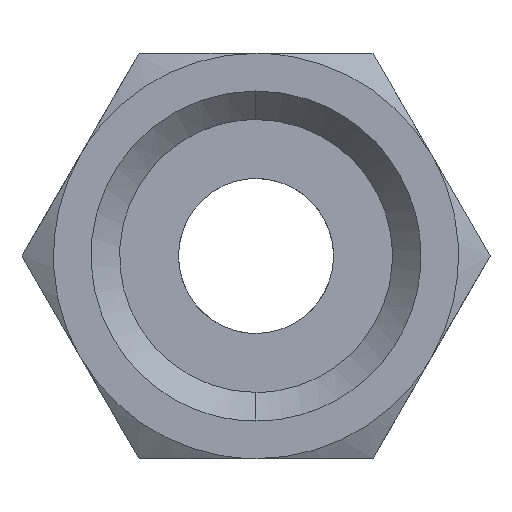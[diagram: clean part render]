
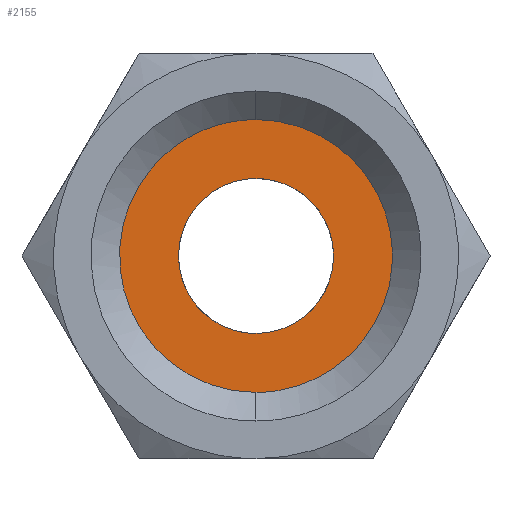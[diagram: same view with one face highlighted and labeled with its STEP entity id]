
A CAD part, front view. The second image highlights one B-rep face of the part: STEP entity #2155.
In plain terms, the highlighted free-form (B-spline) face has degree [1, 1] with [2, 2] control points.
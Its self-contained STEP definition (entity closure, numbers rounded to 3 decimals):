
#9 = CARTESIAN_POINT ( 'NONE',  ( 5.723, 11., 0. ) ) ;
#19 =( BOUNDED_CURVE ( )  B_SPLINE_CURVE ( 3, ( #1451, #986, #1482, #2177 ),
 .UNSPECIFIED., .F., .T. ) 
 B_SPLINE_CURVE_WITH_KNOTS ( ( 4, 4 ),
 ( -3.142, 0. ),
 .UNSPECIFIED. ) 
 CURVE ( )  GEOMETRIC_REPRESENTATION_ITEM ( )  RATIONAL_B_SPLINE_CURVE ( ( 1., 0.333, 0.333, 1. ) ) 
 REPRESENTATION_ITEM ( '' )  );
#93 =( BOUNDED_CURVE ( )  B_SPLINE_CURVE ( 3, ( #420, #895, #1265, #728 ),
 .UNSPECIFIED., .F., .T. ) 
 B_SPLINE_CURVE_WITH_KNOTS ( ( 4, 4 ),
 ( -3.142, 0. ),
 .UNSPECIFIED. ) 
 CURVE ( )  GEOMETRIC_REPRESENTATION_ITEM ( )  RATIONAL_B_SPLINE_CURVE ( ( 1., 0.333, 0.333, 1. ) ) 
 REPRESENTATION_ITEM ( '' )  );
#157 = EDGE_CURVE ( 'NONE', #2195, #872, #2162, .T. ) ;
#357 = CARTESIAN_POINT ( 'NONE',  ( 3.352, 11., 5.723 ) ) ;
#398 = VERTEX_POINT ( 'NONE', #1959 ) ;
#404 = CARTESIAN_POINT ( 'NONE',  ( 0., 11., -5.722 ) ) ;
#413 = CARTESIAN_POINT ( 'NONE',  ( 0., 11., 3.25 ) ) ;
#420 = CARTESIAN_POINT ( 'NONE',  ( 0., 11., 3.25 ) ) ;
#466 = ORIENTED_EDGE ( 'NONE', *, *, #1564, .F. ) ;
#505 = CARTESIAN_POINT ( 'NONE',  ( 0., 11., 5.722 ) ) ;
#636 = EDGE_CURVE ( 'NONE', #872, #2195, #93, .T. ) ;
#702 = FACE_OUTER_BOUND ( 'NONE', #1348, .T. ) ;
#728 = CARTESIAN_POINT ( 'NONE',  ( 0., 11., -3.25 ) ) ;
#806 = CARTESIAN_POINT ( 'NONE',  ( -5.791, 11., -5.791 ) ) ;
#818 = CARTESIAN_POINT ( 'NONE',  ( 0., 11., -3.25 ) ) ;
#872 = VERTEX_POINT ( 'NONE', #413 ) ;
#895 = CARTESIAN_POINT ( 'NONE',  ( -6.5, 11., 3.25 ) ) ;
#916 = EDGE_LOOP ( 'NONE', ( #1773, #1115 ) ) ;
#981 = EDGE_CURVE ( 'NONE', #1045, #398, #19, .T. ) ;
#986 = CARTESIAN_POINT ( 'NONE',  ( -11.445, 11., -5.722 ) ) ;
#1045 = VERTEX_POINT ( 'NONE', #404 ) ;
#1115 = ORIENTED_EDGE ( 'NONE', *, *, #636, .F. ) ;
#1136 = CARTESIAN_POINT ( 'NONE',  ( 5.791, 11., -5.791 ) ) ;
#1158 = CARTESIAN_POINT ( 'NONE',  ( 3.25, 11., 1.904 ) ) ;
#1196 = CARTESIAN_POINT ( 'NONE',  ( 5.723, 11., -3.352 ) ) ;
#1215 = CARTESIAN_POINT ( 'NONE',  ( 0., 11., -5.722 ) ) ;
#1265 = CARTESIAN_POINT ( 'NONE',  ( -6.5, 11., -3.25 ) ) ;
#1320 = B_SPLINE_SURFACE_WITH_KNOTS ( 'NONE', 1, 1, ( 
 ( #806, #1136 ),
 ( #1996, #1974 ) ),
 .UNSPECIFIED., .F., .F., .F.,
 ( 2, 2 ),
 ( 2, 2 ),
 ( 0., 1. ),
 ( 0., 1. ),
 .UNSPECIFIED. ) ;
#1324 = ORIENTED_EDGE ( 'NONE', *, *, #981, .F. ) ;
#1348 = EDGE_LOOP ( 'NONE', ( #1324, #466 ) ) ;
#1451 = CARTESIAN_POINT ( 'NONE',  ( 0., 11., -5.722 ) ) ;
#1482 = CARTESIAN_POINT ( 'NONE',  ( -11.445, 11., 5.722 ) ) ;
#1484 = CARTESIAN_POINT ( 'NONE',  ( 0., 11., 3.25 ) ) ;
#1509 = CARTESIAN_POINT ( 'NONE',  ( 5.722, 11., 3.352 ) ) ;
#1542 = FACE_BOUND ( 'NONE', #916, .T. ) ;
#1564 = EDGE_CURVE ( 'NONE', #398, #1045, #1770, .T. ) ;
#1651 = CARTESIAN_POINT ( 'NONE',  ( 1.904, 11., -3.25 ) ) ;
#1712 = CARTESIAN_POINT ( 'NONE',  ( 3.352, 11., -5.723 ) ) ;
#1770 =( BOUNDED_CURVE ( )  B_SPLINE_CURVE ( 3, ( #505, #357, #1509, #9, #1196, #1712, #1215 ),
 .UNSPECIFIED., .F., .T. ) 
 B_SPLINE_CURVE_WITH_KNOTS ( ( 4, 3, 4 ),
 ( -3.142, -1.571, 0. ),
 .UNSPECIFIED. ) 
 CURVE ( )  GEOMETRIC_REPRESENTATION_ITEM ( )  RATIONAL_B_SPLINE_CURVE ( ( 1., 0.805, 0.805, 1., 0.805, 0.805, 1. ) ) 
 REPRESENTATION_ITEM ( '' )  );
#1773 = ORIENTED_EDGE ( 'NONE', *, *, #157, .F. ) ;
#1813 = CARTESIAN_POINT ( 'NONE',  ( 3.25, 11., -1.904 ) ) ;
#1959 = CARTESIAN_POINT ( 'NONE',  ( 0., 11., 5.722 ) ) ;
#1974 = CARTESIAN_POINT ( 'NONE',  ( 5.791, 11., 5.791 ) ) ;
#1994 = CARTESIAN_POINT ( 'NONE',  ( 0., 11., -3.25 ) ) ;
#1996 = CARTESIAN_POINT ( 'NONE',  ( -5.791, 11., 5.791 ) ) ;
#2155 = ADVANCED_FACE ( 'NONE', ( #1542, #702 ), #1320, .F. ) ;
#2161 = CARTESIAN_POINT ( 'NONE',  ( 1.904, 11., 3.25 ) ) ;
#2162 =( BOUNDED_CURVE ( )  B_SPLINE_CURVE ( 3, ( #1994, #1651, #1813, #2189, #1158, #2161, #1484 ),
 .UNSPECIFIED., .F., .T. ) 
 B_SPLINE_CURVE_WITH_KNOTS ( ( 4, 3, 4 ),
 ( -3.142, -1.571, 0. ),
 .UNSPECIFIED. ) 
 CURVE ( )  GEOMETRIC_REPRESENTATION_ITEM ( )  RATIONAL_B_SPLINE_CURVE ( ( 1., 0.805, 0.805, 1., 0.805, 0.805, 1. ) ) 
 REPRESENTATION_ITEM ( '' )  );
#2177 = CARTESIAN_POINT ( 'NONE',  ( 0., 11., 5.722 ) ) ;
#2189 = CARTESIAN_POINT ( 'NONE',  ( 3.25, 11., 0. ) ) ;
#2195 = VERTEX_POINT ( 'NONE', #818 ) ;
